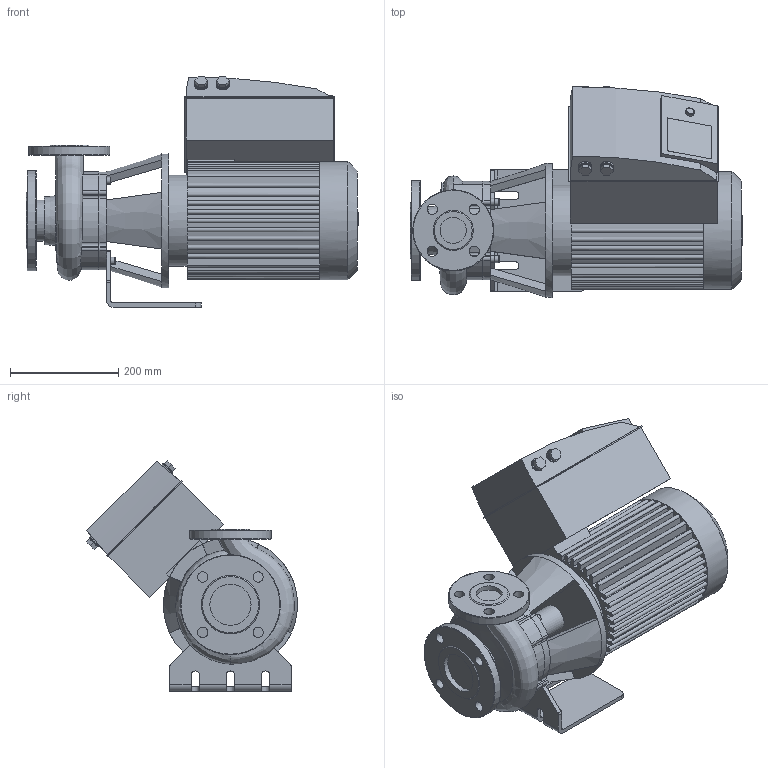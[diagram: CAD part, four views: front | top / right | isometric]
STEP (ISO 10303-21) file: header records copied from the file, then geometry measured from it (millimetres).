
FILE_DESCRIPTION(/* description */ (''),/* implementation_level */ '2;1');
FILE_NAME(/* name */ '3d_BL-E40_140-4_2-R1-2191433.stp',/* time_stamp */ '2017-11-06T15:13:02+01:00',/* author */ ('Andrzej'),/* organization */ (''),/* preprocessor_version */ 'ST-DEVELOPER v16.13',/* originating_system */ 'AutoCAD Mechanical',/* authorisation */ '');
FILE_SCHEMA (('AUTOMOTIVE_DESIGN { 1 0 10303 214 3 1 1 }'));
Length unit declared in the file: millimetre
Products named in the file (1): Product
Bounding box: 614 x 390.23 x 426.23 mm (x, y, z)
Volume: 25221962.7 mm3; surface area: 1413910.8 mm2
Topology: 12 solids, 12 shells, 552 faces, 1456 edges, 942 vertices
Faces by surface type: plane 327, cylinder 174, bspline 33, cone 10, torus 8
Full cylindrical faces by diameter (mm): 9 x4, 13 x4, 16 x1, 19 x8, 20 x4, 24 x4, 48.3 x1, 50 x1, 76.1 x2, 150 x1, 168 x1, 185 x1, 218 x1, 248 x1
Entity records: 19708 total; most frequent: CARTESIAN_POINT 6052, DIRECTION 2817, ORIENTED_EDGE 2794, EDGE_CURVE 1397, AXIS2_PLACEMENT_3D 989, VERTEX_POINT 931, LINE 839, VECTOR 839
